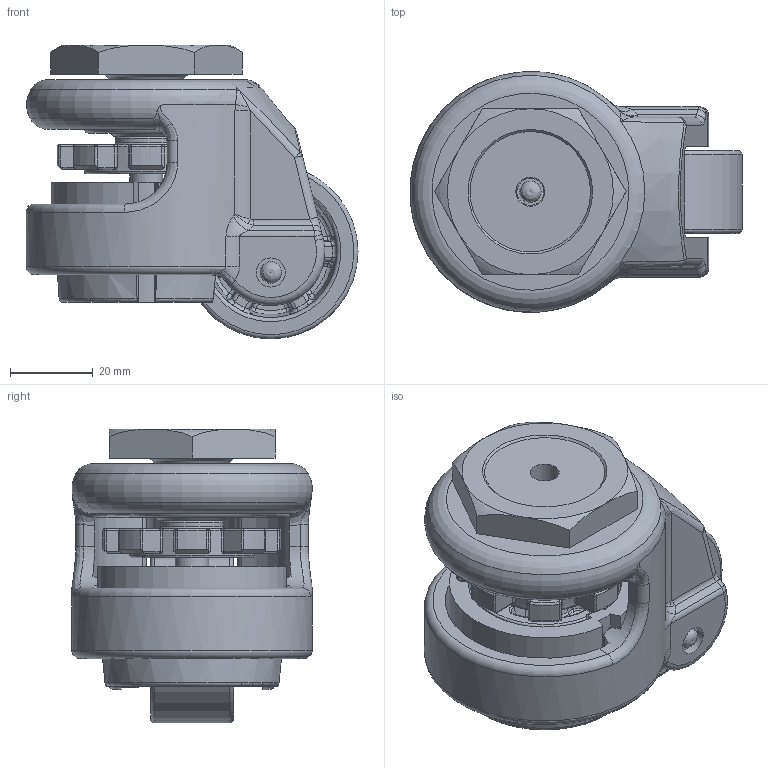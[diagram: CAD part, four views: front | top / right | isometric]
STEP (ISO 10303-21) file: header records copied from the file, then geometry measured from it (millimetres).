
FILE_DESCRIPTION((''),'2;1');
FILE_NAME('GDN-40S.stp','2010-12-27T17:05:32',('Administrator'),(''),'Autodesk Inventor 2009','Autodesk Inventor 2009','');
FILE_SCHEMA(('AUTOMOTIVE_DESIGN { 1 0 10303 214 1 1 1 1 }'));
Length unit declared in the file: millimetre
Products named in the file (1): GDN-40S
Bounding box: 80 x 57.99 x 70.8 mm (x, y, z)
Volume: 126989.9 mm3; surface area: 48712.2 mm2
Topology: 6 solids, 6 shells, 924 faces, 2196 edges, 1273 vertices
Faces by surface type: bspline 309, cylinder 252, plane 214, torus 86, cone 39, sphere 24
Full cylindrical faces by diameter (mm): 2.6 x4, 3 x1, 5 x1, 5.4 x1, 6.5 x1, 7 x4, 7.1 x1, 8 x2, 15 x1, 17.8 x1, 18 x1, 23.5 x1, 24 x1, 30 x2, 42 x1
Entity records: 43906 total; most frequent: CARTESIAN_POINT 24308, ORIENTED_EDGE 4176, DIRECTION 3916, EDGE_CURVE 2088, AXIS2_PLACEMENT_3D 1654, VERTEX_POINT 1253, EDGE_LOOP 1019, CIRCLE 991
